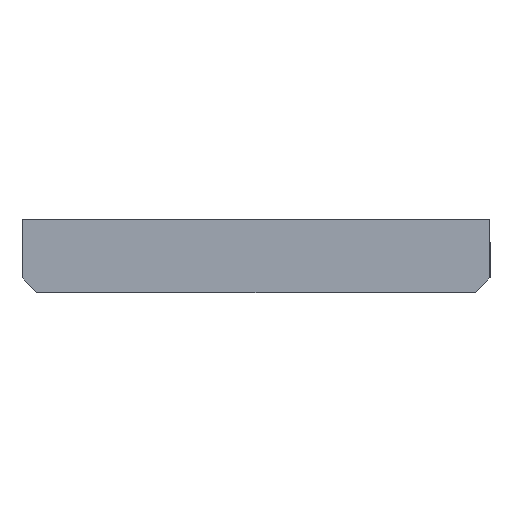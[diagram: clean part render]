
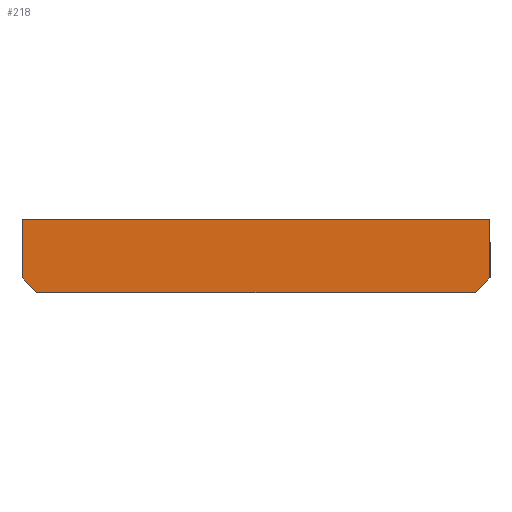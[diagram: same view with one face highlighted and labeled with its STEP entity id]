
A CAD part, front view. The second image highlights one B-rep face of the part: STEP entity #218.
In plain terms, the highlighted planar face has unit normal (0, -1, 0).
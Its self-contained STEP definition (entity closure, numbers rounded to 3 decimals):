
#218 = ADVANCED_FACE ( 'NONE', ( #2634 ), #7323, .F. ) ;
#344 = LINE ( 'NONE', #5069, #1774 ) ;
#372 = CARTESIAN_POINT ( 'NONE',  ( -16., -100., 5. ) ) ;
#536 = EDGE_CURVE ( 'NONE', #4333, #3813, #344, .T. ) ;
#557 = CARTESIAN_POINT ( 'NONE',  ( 16., -100., 1. ) ) ;
#832 = EDGE_CURVE ( 'NONE', #6798, #4333, #6783, .T. ) ;
#896 = CARTESIAN_POINT ( 'NONE',  ( -16., -100., 1. ) ) ;
#993 = EDGE_CURVE ( 'NONE', #5247, #6798, #3768, .T. ) ;
#1050 = VECTOR ( 'NONE', #4287, 1000. ) ;
#1476 = DIRECTION ( 'NONE',  ( 0., 0., 1. ) ) ;
#1774 = VECTOR ( 'NONE', #4451, 1000. ) ;
#2059 = CARTESIAN_POINT ( 'NONE',  ( -16., -100., 5. ) ) ;
#2154 = VECTOR ( 'NONE', #5779, 1000. ) ;
#2244 = ORIENTED_EDGE ( 'NONE', *, *, #3538, .F. ) ;
#2562 = DIRECTION ( 'NONE',  ( 0., 1., 0. ) ) ;
#2634 = FACE_OUTER_BOUND ( 'NONE', #5807, .T. ) ;
#2715 = EDGE_CURVE ( 'NONE', #3813, #3696, #6405, .T. ) ;
#3009 = VECTOR ( 'NONE', #6368, 1000. ) ;
#3043 = CARTESIAN_POINT ( 'NONE',  ( -16., -100., 5. ) ) ;
#3296 = DIRECTION ( 'NONE',  ( 0.707, 0., -0.707 ) ) ;
#3341 = ORIENTED_EDGE ( 'NONE', *, *, #832, .T. ) ;
#3538 = EDGE_CURVE ( 'NONE', #7047, #3696, #6813, .T. ) ;
#3696 = VERTEX_POINT ( 'NONE', #6638 ) ;
#3768 = LINE ( 'NONE', #372, #6202 ) ;
#3813 = VERTEX_POINT ( 'NONE', #6254 ) ;
#4127 = EDGE_CURVE ( 'NONE', #5247, #7047, #7241, .T. ) ;
#4264 = CARTESIAN_POINT ( 'NONE',  ( -16., -100., 1. ) ) ;
#4287 = DIRECTION ( 'NONE',  ( 1., 0., 0. ) ) ;
#4333 = VERTEX_POINT ( 'NONE', #4665 ) ;
#4451 = DIRECTION ( 'NONE',  ( 1., 0., 0. ) ) ;
#4665 = CARTESIAN_POINT ( 'NONE',  ( -15., -100., 0. ) ) ;
#5069 = CARTESIAN_POINT ( 'NONE',  ( -16., -100., 0. ) ) ;
#5129 = CARTESIAN_POINT ( 'NONE',  ( 16., -100., 5. ) ) ;
#5247 = VERTEX_POINT ( 'NONE', #3043 ) ;
#5484 = CARTESIAN_POINT ( 'NONE',  ( -16., -100., 5. ) ) ;
#5691 = ORIENTED_EDGE ( 'NONE', *, *, #2715, .T. ) ;
#5779 = DIRECTION ( 'NONE',  ( 0., 0., -1. ) ) ;
#5807 = EDGE_LOOP ( 'NONE', ( #6273, #3341, #7095, #5691, #2244, #6404 ) ) ;
#6202 = VECTOR ( 'NONE', #6724, 1000. ) ;
#6254 = CARTESIAN_POINT ( 'NONE',  ( 15., -100., 0. ) ) ;
#6273 = ORIENTED_EDGE ( 'NONE', *, *, #993, .T. ) ;
#6368 = DIRECTION ( 'NONE',  ( 0.707, 0., 0.707 ) ) ;
#6404 = ORIENTED_EDGE ( 'NONE', *, *, #4127, .F. ) ;
#6405 = LINE ( 'NONE', #557, #3009 ) ;
#6452 = VECTOR ( 'NONE', #3296, 1000. ) ;
#6638 = CARTESIAN_POINT ( 'NONE',  ( 16., -100., 1. ) ) ;
#6724 = DIRECTION ( 'NONE',  ( 0., 0., -1. ) ) ;
#6756 = CARTESIAN_POINT ( 'NONE',  ( 16., -100., 5. ) ) ;
#6783 = LINE ( 'NONE', #896, #6452 ) ;
#6798 = VERTEX_POINT ( 'NONE', #4264 ) ;
#6813 = LINE ( 'NONE', #5129, #2154 ) ;
#7047 = VERTEX_POINT ( 'NONE', #6756 ) ;
#7054 = AXIS2_PLACEMENT_3D ( 'NONE', #2059, #2562, #1476 ) ;
#7095 = ORIENTED_EDGE ( 'NONE', *, *, #536, .T. ) ;
#7241 = LINE ( 'NONE', #5484, #1050 ) ;
#7323 = PLANE ( 'NONE',  #7054 ) ;
